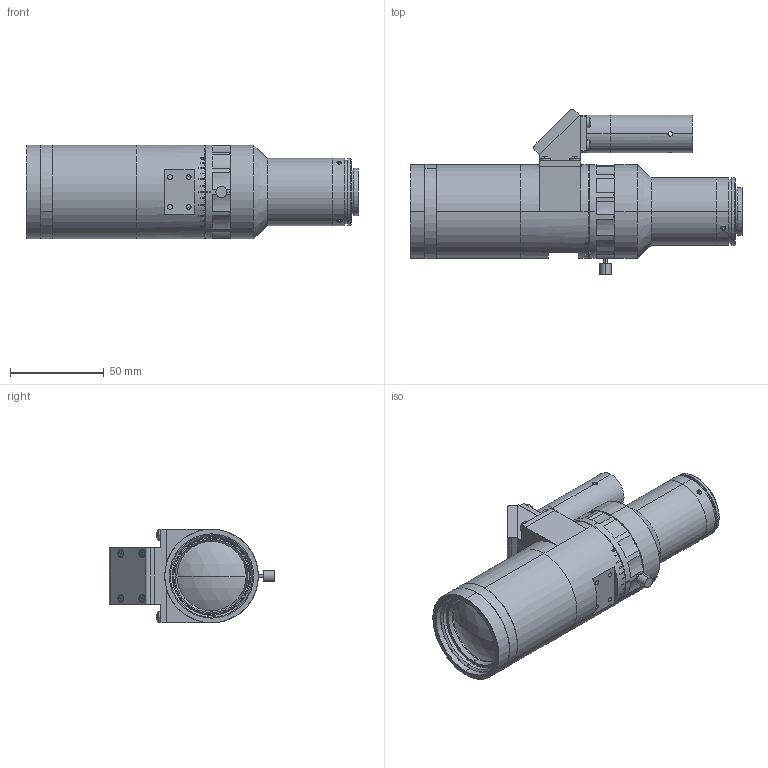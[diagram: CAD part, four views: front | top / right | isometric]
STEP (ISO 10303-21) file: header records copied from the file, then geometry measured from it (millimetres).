
FILE_DESCRIPTION (( 'STEP AP203' ), '1' );
FILE_NAME ('XF-10MDT2X110DZM-1.1C-VI.STEP', '2022-08-29T06:14:14', ( '' ), ( '' ), 'SwSTEP 2.0', 'SolidWorks 2018', '' );
FILE_SCHEMA (( 'CONFIG_CONTROL_DESIGN' ));
Length unit declared in the file: millimetre
Products named in the file (1): XF-10MDT2X110DZM-1.1C-VI
Bounding box: 177.46 x 88.25 x 50 mm (x, y, z)
Surface area: 44858 mm2 (no closed solid volume)
Topology: 0 solids, 36 shells, 396 faces, 1225 edges, 825 vertices
Faces by surface type: plane 222, cylinder 124, cone 31, sphere 18, bspline 1
Entity records: 15377 total; most frequent: CARTESIAN_POINT 4333, DIRECTION 2444, ORIENTED_EDGE 1994, EDGE_CURVE 1225, AXIS2_PLACEMENT_3D 935, VERTEX_POINT 825, LINE 574, VECTOR 574
